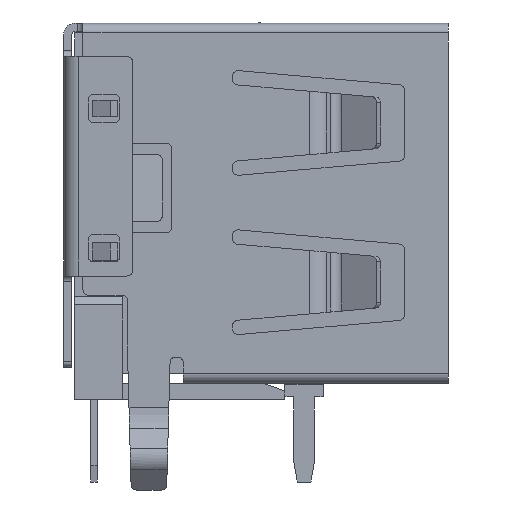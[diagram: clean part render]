
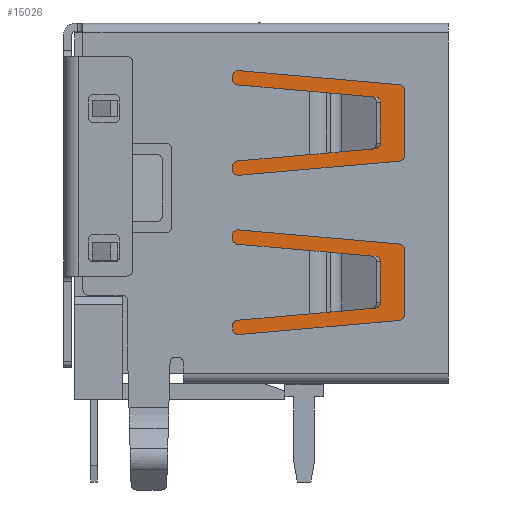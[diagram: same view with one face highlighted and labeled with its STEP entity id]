
A CAD part, left-side view. The second image highlights one B-rep face of the part: STEP entity #15026.
In plain terms, the highlighted planar face has unit normal (-1, 0, 0).
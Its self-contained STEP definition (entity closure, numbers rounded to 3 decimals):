
#57 = CARTESIAN_POINT ( 'NONE',  ( -1.91, -10.375, 5.6 ) ) ;
#3262 = ORIENTED_EDGE ( 'NONE', *, *, #8549, .T. ) ;
#3619 = VERTEX_POINT ( 'NONE', #39397 ) ;
#4597 = DIRECTION ( 'NONE',  ( 0., 0., 1. ) ) ;
#5111 = ORIENTED_EDGE ( 'NONE', *, *, #17463, .F. ) ;
#5451 = EDGE_LOOP ( 'NONE', ( #42431, #34957, #3262, #5111 ) ) ;
#5893 = VECTOR ( 'NONE', #13387, 1000. ) ;
#7630 = CARTESIAN_POINT ( 'NONE',  ( -1.91, -10.375, -5.5 ) ) ;
#8549 = EDGE_CURVE ( 'NONE', #27846, #3619, #25443, .T. ) ;
#10281 = CARTESIAN_POINT ( 'NONE',  ( -1.91, -1.875, -5.5 ) ) ;
#13167 = CARTESIAN_POINT ( 'NONE',  ( -1.91, -9.175, 5.6 ) ) ;
#13387 = DIRECTION ( 'NONE',  ( 0., 0., 1. ) ) ;
#15026 = ADVANCED_FACE ( 'NONE', ( #33819 ), #44672, .T. ) ;
#17463 = EDGE_CURVE ( 'NONE', #42937, #3619, #40730, .T. ) ;
#17924 = DIRECTION ( 'NONE',  ( 0., 1., 0. ) ) ;
#19156 = VECTOR ( 'NONE', #42125, 1000. ) ;
#20924 = CARTESIAN_POINT ( 'NONE',  ( -1.91, -10.375, -5.5 ) ) ;
#21545 = EDGE_CURVE ( 'NONE', #34647, #27846, #42181, .T. ) ;
#23304 = AXIS2_PLACEMENT_3D ( 'NONE', #7630, #26720, #4597 ) ;
#24910 = LINE ( 'NONE', #20924, #38230 ) ;
#25443 = LINE ( 'NONE', #57, #35605 ) ;
#26720 = DIRECTION ( 'NONE',  ( -1., 0., 0. ) ) ;
#27846 = VERTEX_POINT ( 'NONE', #29519 ) ;
#29519 = CARTESIAN_POINT ( 'NONE',  ( -1.91, -9.175, 5.6 ) ) ;
#33819 = FACE_OUTER_BOUND ( 'NONE', #5451, .T. ) ;
#34647 = VERTEX_POINT ( 'NONE', #42049 ) ;
#34957 = ORIENTED_EDGE ( 'NONE', *, *, #21545, .T. ) ;
#35605 = VECTOR ( 'NONE', #17924, 1000. ) ;
#38230 = VECTOR ( 'NONE', #46186, 1000. ) ;
#39397 = CARTESIAN_POINT ( 'NONE',  ( -1.91, -1.875, 5.6 ) ) ;
#40348 = EDGE_CURVE ( 'NONE', #34647, #42937, #24910, .T. ) ;
#40730 = LINE ( 'NONE', #10281, #19156 ) ;
#42049 = CARTESIAN_POINT ( 'NONE',  ( -1.91, -9.175, -5.5 ) ) ;
#42125 = DIRECTION ( 'NONE',  ( 0., 0., 1. ) ) ;
#42181 = LINE ( 'NONE', #13167, #5893 ) ;
#42431 = ORIENTED_EDGE ( 'NONE', *, *, #40348, .F. ) ;
#42937 = VERTEX_POINT ( 'NONE', #46512 ) ;
#44672 = PLANE ( 'NONE',  #23304 ) ;
#46186 = DIRECTION ( 'NONE',  ( 0., 1., 0. ) ) ;
#46512 = CARTESIAN_POINT ( 'NONE',  ( -1.91, -1.875, -5.5 ) ) ;
